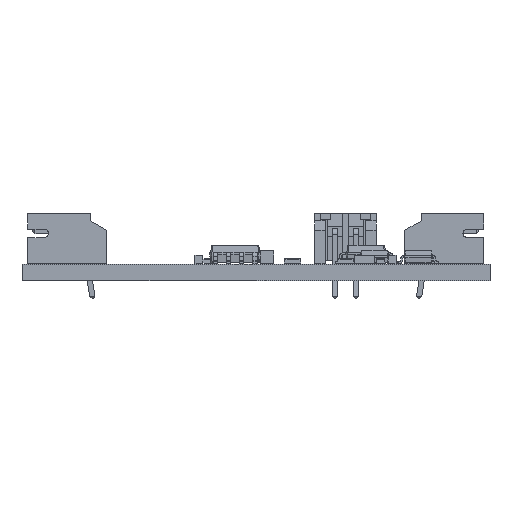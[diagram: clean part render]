
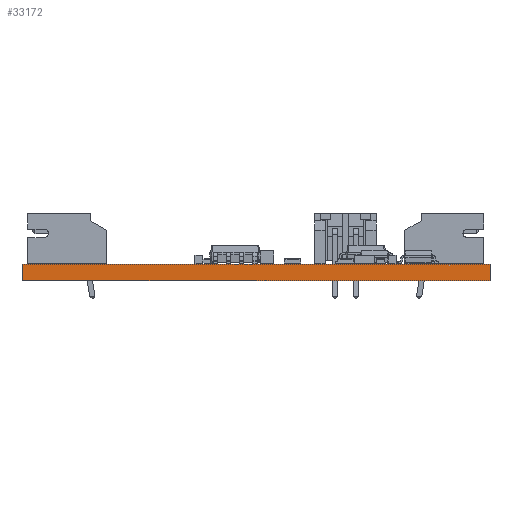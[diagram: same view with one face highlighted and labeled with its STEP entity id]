
A CAD part, front view. The second image highlights one B-rep face of the part: STEP entity #33172.
In plain terms, the highlighted planar face has unit normal (0, -1, 0).
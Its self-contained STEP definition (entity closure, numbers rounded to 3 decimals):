
#33172 = ADVANCED_FACE('',(#33173),#33187,.T.);
#33173 = FACE_BOUND('',#33174,.T.);
#33174 = EDGE_LOOP('',(#33175,#33210,#33238,#33266));
#33175 = ORIENTED_EDGE('',*,*,#33176,.T.);
#33176 = EDGE_CURVE('',#33177,#33179,#33181,.T.);
#33177 = VERTEX_POINT('',#33178);
#33178 = CARTESIAN_POINT('',(160.,-98.,0.));
#33179 = VERTEX_POINT('',#33180);
#33180 = CARTESIAN_POINT('',(160.,-98.,1.6));
#33181 = SURFACE_CURVE('',#33182,(#33186,#33198),.PCURVE_S1.);
#33182 = LINE('',#33183,#33184);
#33183 = CARTESIAN_POINT('',(160.,-98.,0.));
#33184 = VECTOR('',#33185,1.);
#33185 = DIRECTION('',(0.,0.,1.));
#33186 = PCURVE('',#33187,#33192);
#33187 = PLANE('',#33188);
#33188 = AXIS2_PLACEMENT_3D('',#33189,#33190,#33191);
#33189 = CARTESIAN_POINT('',(160.,-98.,0.));
#33190 = DIRECTION('',(0.,-1.,0.));
#33191 = DIRECTION('',(-1.,0.,0.));
#33192 = DEFINITIONAL_REPRESENTATION('',(#33193),#33197);
#33193 = LINE('',#33194,#33195);
#33194 = CARTESIAN_POINT('',(0.,-0.));
#33195 = VECTOR('',#33196,1.);
#33196 = DIRECTION('',(0.,-1.));
#33197 = ( GEOMETRIC_REPRESENTATION_CONTEXT(2) 
PARAMETRIC_REPRESENTATION_CONTEXT() REPRESENTATION_CONTEXT('2D SPACE',''
  ) );
#33198 = PCURVE('',#33199,#33204);
#33199 = PLANE('',#33200);
#33200 = AXIS2_PLACEMENT_3D('',#33201,#33202,#33203);
#33201 = CARTESIAN_POINT('',(160.,-47.,0.));
#33202 = DIRECTION('',(1.,0.,-0.));
#33203 = DIRECTION('',(0.,-1.,0.));
#33204 = DEFINITIONAL_REPRESENTATION('',(#33205),#33209);
#33205 = LINE('',#33206,#33207);
#33206 = CARTESIAN_POINT('',(51.,0.));
#33207 = VECTOR('',#33208,1.);
#33208 = DIRECTION('',(0.,-1.));
#33209 = ( GEOMETRIC_REPRESENTATION_CONTEXT(2) 
PARAMETRIC_REPRESENTATION_CONTEXT() REPRESENTATION_CONTEXT('2D SPACE',''
  ) );
#33210 = ORIENTED_EDGE('',*,*,#33211,.T.);
#33211 = EDGE_CURVE('',#33179,#33212,#33214,.T.);
#33212 = VERTEX_POINT('',#33213);
#33213 = CARTESIAN_POINT('',(115.,-98.,1.6));
#33214 = SURFACE_CURVE('',#33215,(#33219,#33226),.PCURVE_S1.);
#33215 = LINE('',#33216,#33217);
#33216 = CARTESIAN_POINT('',(160.,-98.,1.6));
#33217 = VECTOR('',#33218,1.);
#33218 = DIRECTION('',(-1.,0.,0.));
#33219 = PCURVE('',#33187,#33220);
#33220 = DEFINITIONAL_REPRESENTATION('',(#33221),#33225);
#33221 = LINE('',#33222,#33223);
#33222 = CARTESIAN_POINT('',(0.,-1.6));
#33223 = VECTOR('',#33224,1.);
#33224 = DIRECTION('',(1.,0.));
#33225 = ( GEOMETRIC_REPRESENTATION_CONTEXT(2) 
PARAMETRIC_REPRESENTATION_CONTEXT() REPRESENTATION_CONTEXT('2D SPACE',''
  ) );
#33226 = PCURVE('',#33227,#33232);
#33227 = PLANE('',#33228);
#33228 = AXIS2_PLACEMENT_3D('',#33229,#33230,#33231);
#33229 = CARTESIAN_POINT('',(137.5,-72.5,1.6));
#33230 = DIRECTION('',(-0.,-0.,-1.));
#33231 = DIRECTION('',(-1.,0.,0.));
#33232 = DEFINITIONAL_REPRESENTATION('',(#33233),#33237);
#33233 = LINE('',#33234,#33235);
#33234 = CARTESIAN_POINT('',(-22.5,-25.5));
#33235 = VECTOR('',#33236,1.);
#33236 = DIRECTION('',(1.,0.));
#33237 = ( GEOMETRIC_REPRESENTATION_CONTEXT(2) 
PARAMETRIC_REPRESENTATION_CONTEXT() REPRESENTATION_CONTEXT('2D SPACE',''
  ) );
#33238 = ORIENTED_EDGE('',*,*,#33239,.F.);
#33239 = EDGE_CURVE('',#33240,#33212,#33242,.T.);
#33240 = VERTEX_POINT('',#33241);
#33241 = CARTESIAN_POINT('',(115.,-98.,0.));
#33242 = SURFACE_CURVE('',#33243,(#33247,#33254),.PCURVE_S1.);
#33243 = LINE('',#33244,#33245);
#33244 = CARTESIAN_POINT('',(115.,-98.,0.));
#33245 = VECTOR('',#33246,1.);
#33246 = DIRECTION('',(0.,0.,1.));
#33247 = PCURVE('',#33187,#33248);
#33248 = DEFINITIONAL_REPRESENTATION('',(#33249),#33253);
#33249 = LINE('',#33250,#33251);
#33250 = CARTESIAN_POINT('',(45.,0.));
#33251 = VECTOR('',#33252,1.);
#33252 = DIRECTION('',(0.,-1.));
#33253 = ( GEOMETRIC_REPRESENTATION_CONTEXT(2) 
PARAMETRIC_REPRESENTATION_CONTEXT() REPRESENTATION_CONTEXT('2D SPACE',''
  ) );
#33254 = PCURVE('',#33255,#33260);
#33255 = PLANE('',#33256);
#33256 = AXIS2_PLACEMENT_3D('',#33257,#33258,#33259);
#33257 = CARTESIAN_POINT('',(115.,-98.,0.));
#33258 = DIRECTION('',(-1.,0.,0.));
#33259 = DIRECTION('',(0.,1.,0.));
#33260 = DEFINITIONAL_REPRESENTATION('',(#33261),#33265);
#33261 = LINE('',#33262,#33263);
#33262 = CARTESIAN_POINT('',(0.,0.));
#33263 = VECTOR('',#33264,1.);
#33264 = DIRECTION('',(0.,-1.));
#33265 = ( GEOMETRIC_REPRESENTATION_CONTEXT(2) 
PARAMETRIC_REPRESENTATION_CONTEXT() REPRESENTATION_CONTEXT('2D SPACE',''
  ) );
#33266 = ORIENTED_EDGE('',*,*,#33267,.F.);
#33267 = EDGE_CURVE('',#33177,#33240,#33268,.T.);
#33268 = SURFACE_CURVE('',#33269,(#33273,#33280),.PCURVE_S1.);
#33269 = LINE('',#33270,#33271);
#33270 = CARTESIAN_POINT('',(160.,-98.,0.));
#33271 = VECTOR('',#33272,1.);
#33272 = DIRECTION('',(-1.,0.,0.));
#33273 = PCURVE('',#33187,#33274);
#33274 = DEFINITIONAL_REPRESENTATION('',(#33275),#33279);
#33275 = LINE('',#33276,#33277);
#33276 = CARTESIAN_POINT('',(0.,-0.));
#33277 = VECTOR('',#33278,1.);
#33278 = DIRECTION('',(1.,0.));
#33279 = ( GEOMETRIC_REPRESENTATION_CONTEXT(2) 
PARAMETRIC_REPRESENTATION_CONTEXT() REPRESENTATION_CONTEXT('2D SPACE',''
  ) );
#33280 = PCURVE('',#33281,#33286);
#33281 = PLANE('',#33282);
#33282 = AXIS2_PLACEMENT_3D('',#33283,#33284,#33285);
#33283 = CARTESIAN_POINT('',(137.5,-72.5,0.));
#33284 = DIRECTION('',(-0.,-0.,-1.));
#33285 = DIRECTION('',(-1.,0.,0.));
#33286 = DEFINITIONAL_REPRESENTATION('',(#33287),#33291);
#33287 = LINE('',#33288,#33289);
#33288 = CARTESIAN_POINT('',(-22.5,-25.5));
#33289 = VECTOR('',#33290,1.);
#33290 = DIRECTION('',(1.,0.));
#33291 = ( GEOMETRIC_REPRESENTATION_CONTEXT(2) 
PARAMETRIC_REPRESENTATION_CONTEXT() REPRESENTATION_CONTEXT('2D SPACE',''
  ) );
